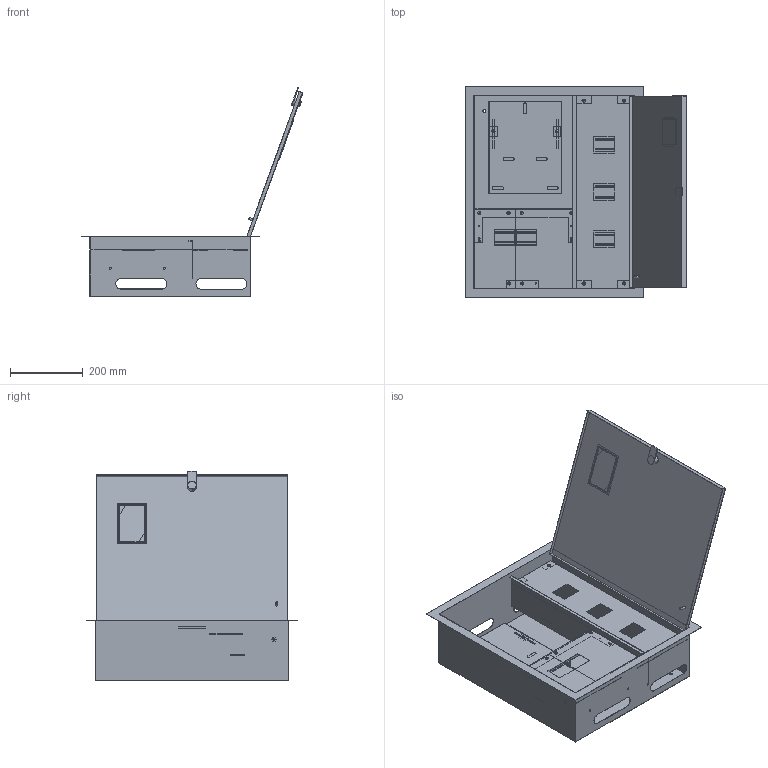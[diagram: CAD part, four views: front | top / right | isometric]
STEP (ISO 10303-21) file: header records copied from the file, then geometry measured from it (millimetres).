
FILE_DESCRIPTION (( 'STEP AP214' ), '1' );
FILE_NAME ('ShURV-3_18zo-1.STEP', '2017-01-11T07:11:19', ( 'user' ), ( '' ), 'SwSTEP 2.0', 'SolidWorks 2014', '' );
FILE_SCHEMA (( 'AUTOMOTIVE_DESIGN' ));
Length unit declared in the file: millimetre
Products named in the file (11): DIN-Reika_1; Dver_SHURV_3_18; DIN-Reika_5; Panel_Lev; Panel; SC GOST 17473_gost_‚¨­â A.M5x10 ƒŽ‘’ 17473-80; Panel_D_-00; Panel_Prav; Obolochka_SHURV_3_18; STEKLO_IEK; ShURV-3_18zo-1
Assembly tree (31 placements, depth 2):
  ShURV-3_18zo-1
    Obolochka_SHURV_3_18
    DIN-Reika_5
    Panel
    Panel_Lev
    Panel_Prav
    Dver_SHURV_3_18
    STEKLO_IEK
    SC GOST 17473_gost_‚¨­â A.M5x10 ƒŽ‘’ 17473-80  x20
    DIN-Reika_1  x3
    Panel_D_-00
Bounding box: 608.69 x 580 x 574.22 mm (x, y, z)
Volume: 1050339.7 mm3; surface area: 2336080.3 mm2
Topology: 34 solids, 34 shells, 781 faces, 1862 edges, 1194 vertices
Faces by surface type: plane 513, cylinder 218, sphere 40, cone 10
Entity records: 16800 total; most frequent: DIRECTION 2798, CARTESIAN_POINT 2774, ORIENTED_EDGE 2688, EDGE_CURVE 1344, VECTOR 1010, LINE 1010, AXIS2_PLACEMENT_3D 894, VERTEX_POINT 870
